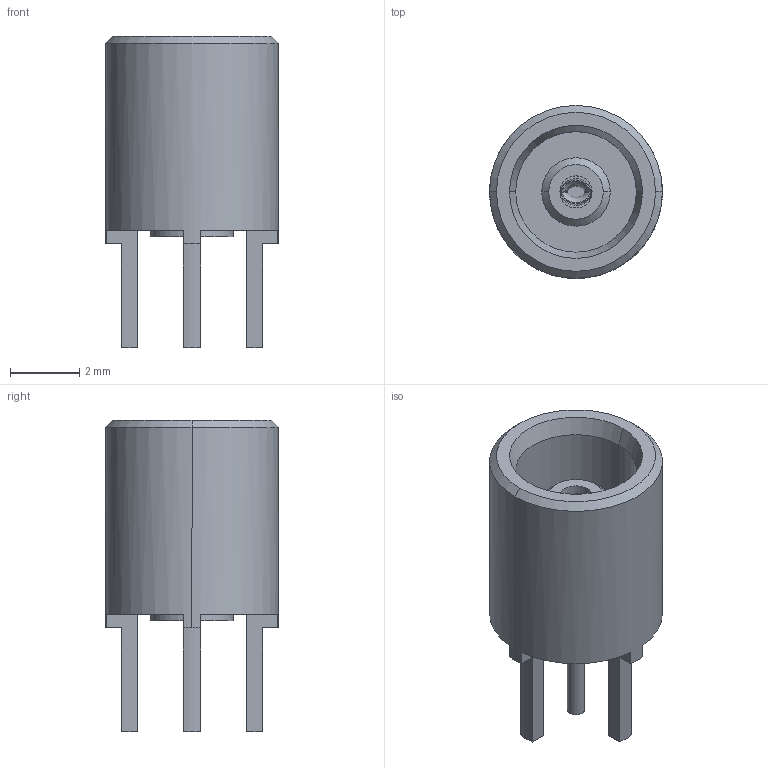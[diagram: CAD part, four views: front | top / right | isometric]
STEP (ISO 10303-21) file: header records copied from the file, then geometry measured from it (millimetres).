
FILE_DESCRIPTION (( 'STEP AP214' ), '1' );
FILE_NAME ('J01271A0141.STEP', '2018-09-20T12:26:44', ( '' ), ( '' ), 'SwSTEP 2.0', 'SolidWorks 2017', '' );
FILE_SCHEMA (( 'AUTOMOTIVE_DESIGN' ));
Length unit declared in the file: millimetre
Products named in the file (1): J01271A0141
Bounding box: 5 x 5 x 9 mm (x, y, z)
Volume: 93.2 mm3; surface area: 197.7 mm2
Topology: 1 solids, 1 shells, 123 faces, 292 edges, 182 vertices
Faces by surface type: plane 67, cylinder 46, cone 6, torus 4
Entity records: 4763 total; most frequent: CARTESIAN_POINT 696, DIRECTION 602, ORIENTED_EDGE 584, EDGE_CURVE 292, AXIS2_PLACEMENT_3D 218, VERTEX_POINT 182, LINE 166, VECTOR 166
